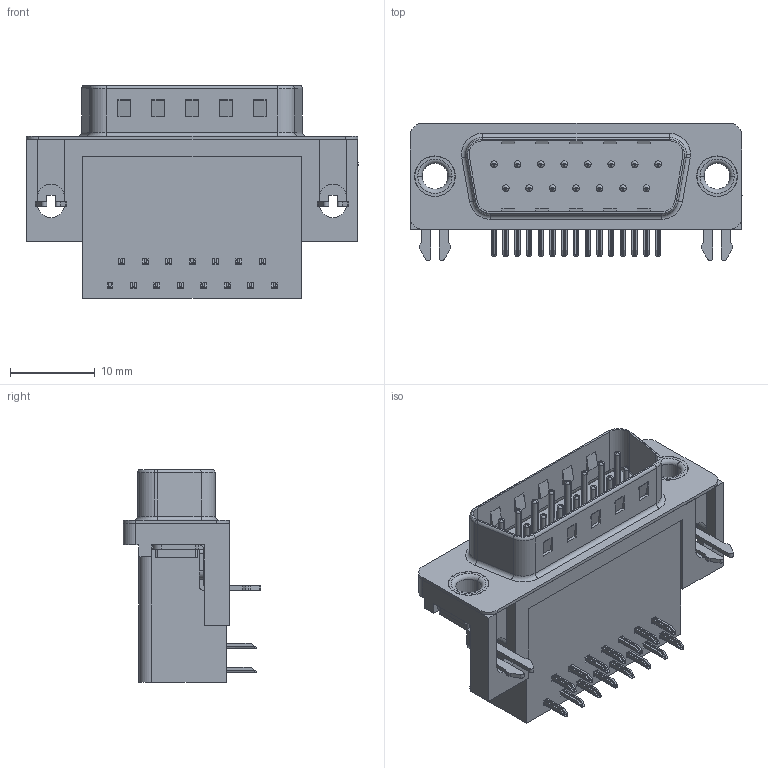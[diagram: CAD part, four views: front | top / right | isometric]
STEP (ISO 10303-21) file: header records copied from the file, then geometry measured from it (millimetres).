
FILE_DESCRIPTION (( 'STEP AP203' ), '1' );
FILE_NAME ('625-015-262-531.STEP', '2018-11-05T22:54:20', ( '' ), ( '' ), 'SwSTEP 2.0', 'SolidWorks 2016', '' );
FILE_SCHEMA (( 'CONFIG_CONTROL_DESIGN' ));
Length unit declared in the file: millimetre
Products named in the file (7): 625 Shell_15 Socket; 625 Contact Bottom; 625 Contact Top; 625 2 Prong Board Lock; 625 Thru Hole Rivet; 625-015-262-531; 625 Housing_15 Socket
Assembly tree (21 placements, depth 2):
  625-015-262-531
    625 Housing_15 Socket
    625 Shell_15 Socket
    625 Contact Bottom  x7
    625 Contact Top  x8
    625 2 Prong Board Lock  x2
    625 Thru Hole Rivet  x2
Bounding box: 39.22 x 16.25 x 25.16 mm (x, y, z)
Volume: 6229.4 mm3; surface area: 6406.9 mm2
Topology: 21 solids, 21 shells, 1479 faces, 3691 edges, 2291 vertices
Faces by surface type: plane 925, cylinder 437, torus 117
Entity records: 17383 total; most frequent: DIRECTION 2872, CARTESIAN_POINT 2824, ORIENTED_EDGE 2726, EDGE_CURVE 1363, LINE 962, VECTOR 962, AXIS2_PLACEMENT_3D 955, VERTEX_POINT 871
